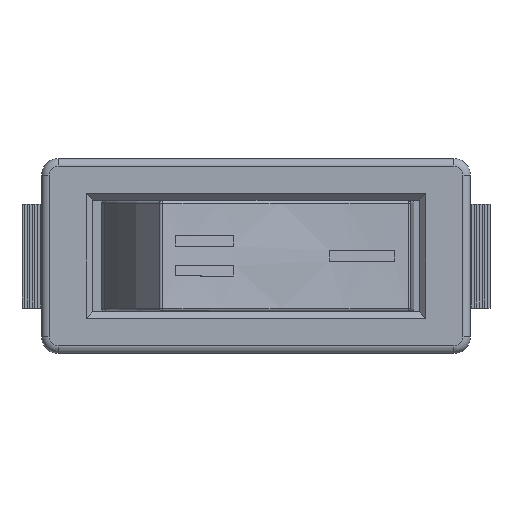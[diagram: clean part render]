
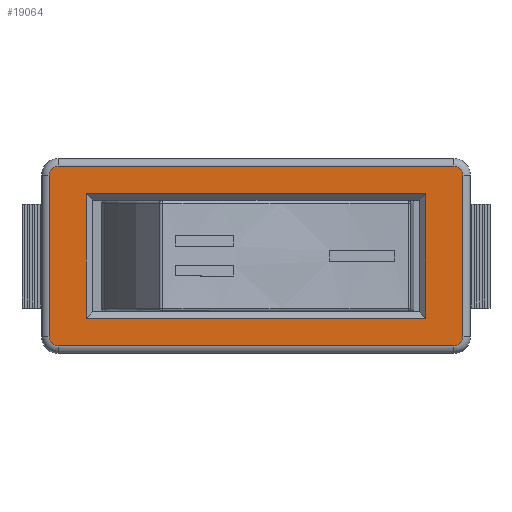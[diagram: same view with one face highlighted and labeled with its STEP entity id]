
A CAD part, top view. The second image highlights one B-rep face of the part: STEP entity #19064.
In plain terms, the highlighted planar face has unit normal (0, 0, 1).
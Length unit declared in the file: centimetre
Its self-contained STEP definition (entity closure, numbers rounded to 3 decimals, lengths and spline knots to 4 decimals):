
#1126=FACE_BOUND('',#3271,.T.);
#2141=FACE_OUTER_BOUND('',#3270,.T.);
#3270=EDGE_LOOP('',(#17232,#17233,#17234,#17235,#17236,#17237,#17238,#17239));
#3271=EDGE_LOOP('',(#17240,#17241,#17242,#17243));
#3447=CIRCLE('',#19953,0.07);
#3448=CIRCLE('',#19954,0.07);
#3449=CIRCLE('',#19955,0.07);
#3450=CIRCLE('',#19956,0.07);
#5379=LINE('',#33223,#7333);
#5383=LINE('',#33230,#7337);
#5386=LINE('',#33236,#7340);
#5388=LINE('',#33239,#7342);
#5394=LINE('',#33253,#7348);
#5395=LINE('',#33257,#7349);
#5396=LINE('',#33261,#7350);
#5397=LINE('',#33265,#7351);
#7333=VECTOR('',#23598,1.);
#7337=VECTOR('',#23604,1.);
#7340=VECTOR('',#23609,1.);
#7342=VECTOR('',#23613,1.);
#7348=VECTOR('',#23625,1.);
#7349=VECTOR('',#23628,1.);
#7350=VECTOR('',#23631,1.);
#7351=VECTOR('',#23634,1.);
#9150=VERTEX_POINT('',#33220);
#9151=VERTEX_POINT('',#33222);
#9153=VERTEX_POINT('',#33228);
#9155=VERTEX_POINT('',#33234);
#9159=VERTEX_POINT('',#33251);
#9160=VERTEX_POINT('',#33252);
#9161=VERTEX_POINT('',#33254);
#9162=VERTEX_POINT('',#33256);
#9163=VERTEX_POINT('',#33258);
#9164=VERTEX_POINT('',#33260);
#9165=VERTEX_POINT('',#33262);
#9166=VERTEX_POINT('',#33264);
#11865=EDGE_CURVE('',#9150,#9151,#5379,.T.);
#11869=EDGE_CURVE('',#9153,#9150,#5383,.T.);
#11872=EDGE_CURVE('',#9155,#9153,#5386,.T.);
#11874=EDGE_CURVE('',#9151,#9155,#5388,.T.);
#11880=EDGE_CURVE('',#9159,#9160,#5394,.T.);
#11881=EDGE_CURVE('',#9161,#9159,#3447,.T.);
#11882=EDGE_CURVE('',#9162,#9161,#5395,.T.);
#11883=EDGE_CURVE('',#9163,#9162,#3448,.T.);
#11884=EDGE_CURVE('',#9164,#9163,#5396,.T.);
#11885=EDGE_CURVE('',#9165,#9164,#3449,.T.);
#11886=EDGE_CURVE('',#9166,#9165,#5397,.T.);
#11887=EDGE_CURVE('',#9160,#9166,#3450,.T.);
#17232=ORIENTED_EDGE('',*,*,#11880,.F.);
#17233=ORIENTED_EDGE('',*,*,#11881,.F.);
#17234=ORIENTED_EDGE('',*,*,#11882,.F.);
#17235=ORIENTED_EDGE('',*,*,#11883,.F.);
#17236=ORIENTED_EDGE('',*,*,#11884,.F.);
#17237=ORIENTED_EDGE('',*,*,#11885,.F.);
#17238=ORIENTED_EDGE('',*,*,#11886,.F.);
#17239=ORIENTED_EDGE('',*,*,#11887,.F.);
#17240=ORIENTED_EDGE('',*,*,#11865,.F.);
#17241=ORIENTED_EDGE('',*,*,#11869,.F.);
#17242=ORIENTED_EDGE('',*,*,#11872,.F.);
#17243=ORIENTED_EDGE('',*,*,#11874,.F.);
#18046=PLANE('',#19952);
#19064=ADVANCED_FACE('',(#2141,#1126),#18046,.T.);
#19952=AXIS2_PLACEMENT_3D('',#33250,#23623,#23624);
#19953=AXIS2_PLACEMENT_3D('',#33255,#23626,#23627);
#19954=AXIS2_PLACEMENT_3D('',#33259,#23629,#23630);
#19955=AXIS2_PLACEMENT_3D('',#33263,#23632,#23633);
#19956=AXIS2_PLACEMENT_3D('',#33266,#23635,#23636);
#23598=DIRECTION('',(1.,0.,0.));
#23604=DIRECTION('',(0.,-1.,0.));
#23609=DIRECTION('',(-1.,0.,0.));
#23613=DIRECTION('',(0.,1.,0.));
#23623=DIRECTION('center_axis',(0.,0.,
1.));
#23624=DIRECTION('ref_axis',(1.,0.,0.));
#23625=DIRECTION('',(0.,1.,0.));
#23626=DIRECTION('center_axis',(0.,0.,
-1.));
#23627=DIRECTION('ref_axis',(-0.707,-0.707,0.));
#23628=DIRECTION('',(-1.,0.,0.));
#23629=DIRECTION('center_axis',(0.,0.,
-1.));
#23630=DIRECTION('ref_axis',(0.707,-0.707,0.));
#23631=DIRECTION('',(0.,-1.,0.));
#23632=DIRECTION('center_axis',(0.,0.,
-1.));
#23633=DIRECTION('ref_axis',(0.707,0.707,0.));
#23634=DIRECTION('',(1.,0.,0.));
#23635=DIRECTION('center_axis',(0.,0.,
-1.));
#23636=DIRECTION('ref_axis',(-0.707,0.707,0.));
#33220=CARTESIAN_POINT('',(-1.305,-0.48,1.9));
#33222=CARTESIAN_POINT('',(1.305,-0.48,1.9));
#33223=CARTESIAN_POINT('',(0.6775,-0.48,1.9));
#33228=CARTESIAN_POINT('',(-1.305,0.48,1.9));
#33230=CARTESIAN_POINT('',(-1.305,-0.265,1.9));
#33234=CARTESIAN_POINT('',(1.305,0.48,1.9));
#33236=CARTESIAN_POINT('',(-0.6775,0.48,1.9));
#33239=CARTESIAN_POINT('',(1.305,0.265,1.9));
#33250=CARTESIAN_POINT('Origin',(0.,0.,
1.9));
#33251=CARTESIAN_POINT('',(-1.59,-0.62,1.9));
#33252=CARTESIAN_POINT('',(-1.59,0.62,1.9));
#33253=CARTESIAN_POINT('',(-1.59,-0.31,1.9));
#33254=CARTESIAN_POINT('',(-1.52,-0.69,1.9));
#33255=CARTESIAN_POINT('Origin',(-1.52,-0.62,1.9));
#33256=CARTESIAN_POINT('',(1.52,-0.69,1.9));
#33257=CARTESIAN_POINT('',(0.76,-0.69,1.9));
#33258=CARTESIAN_POINT('',(1.59,-0.62,1.9));
#33259=CARTESIAN_POINT('Origin',(1.52,-0.62,1.9));
#33260=CARTESIAN_POINT('',(1.59,0.62,1.9));
#33261=CARTESIAN_POINT('',(1.59,0.31,1.9));
#33262=CARTESIAN_POINT('',(1.52,0.69,1.9));
#33263=CARTESIAN_POINT('Origin',(1.52,0.62,1.9));
#33264=CARTESIAN_POINT('',(-1.52,0.69,1.9));
#33265=CARTESIAN_POINT('',(-0.76,0.69,1.9));
#33266=CARTESIAN_POINT('Origin',(-1.52,0.62,1.9));
